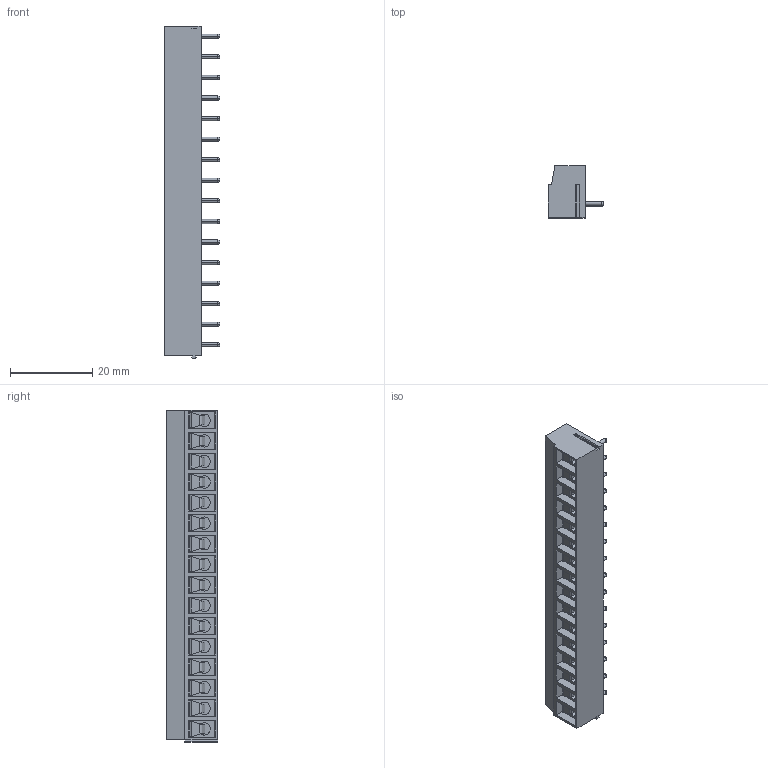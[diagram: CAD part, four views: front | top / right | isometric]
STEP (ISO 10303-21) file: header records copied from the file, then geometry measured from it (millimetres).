
FILE_DESCRIPTION((''),'2;1');
FILE_NAME('TL200V-XXP-XS','2024-10-19T',('yanfa'),(''),'PRO/ENGINEER BY PARAMETRIC TECHNOLOGY CORPORATION, 2009280','PRO/ENGINEER BY PARAMETRIC TECHNOLOGY CORPORATION, 2009280','');
FILE_SCHEMA(('AUTOMOTIVE_DESIGN_CC2 { 1 2 10303 214 -1 1 5 2 }'));
Length unit declared in the file: millimetre
Products named in the file (1): TL200V-XXP-XS
Bounding box: 13.5 x 12.5 x 80.68 mm (x, y, z)
Volume: 6956 mm3; surface area: 6833.3 mm2
Topology: 1 solids, 1 shells, 1048 faces, 2690 edges, 1692 vertices
Faces by surface type: plane 544, cylinder 312, extrusion 64, cone 64, torus 32, sphere 32
Entity records: 32190 total; most frequent: CARTESIAN_POINT 6978, ORIENTED_EDGE 5316, DIRECTION 5090, EDGE_CURVE 2658, AXIS2_PLACEMENT_3D 1736, VERTEX_POINT 1692, VECTOR 1618, LINE 1554
